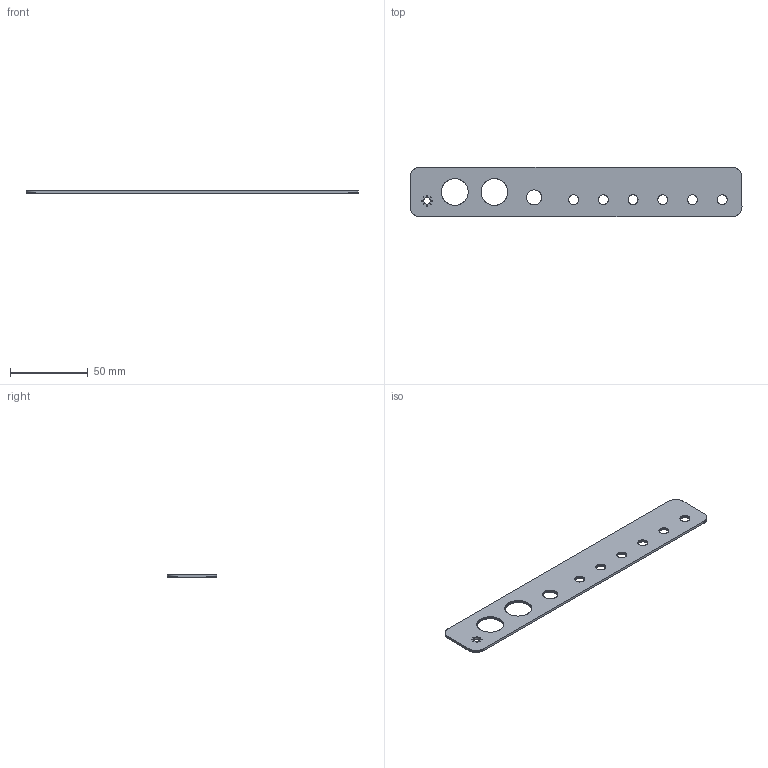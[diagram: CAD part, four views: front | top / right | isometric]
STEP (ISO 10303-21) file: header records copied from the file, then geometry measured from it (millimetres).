
FILE_DESCRIPTION(('KiCad electronic assembly'),'2;1');
FILE_NAME('jack_panel.step','2023-06-18T17:19:59',('Pcbnew'),('Kicad'), 'Open CASCADE STEP processor 7.6','KiCad to STEP converter','Unknown' );
FILE_SCHEMA(('AUTOMOTIVE_DESIGN { 1 0 10303 214 1 1 1 1 }'));
Length unit declared in the file: millimetre
Products named in the file (2): jack_panel 1; jack_panel PCB
Assembly tree (1 placements, depth 2):
  jack_panel 1
    jack_panel PCB
Bounding box: 212.85 x 31.75 x 1.58 mm (x, y, z)
Volume: 9452.3 mm3; surface area: 13172.9 mm2
Topology: 1 solids, 1 shells, 684 faces, 2046 edges, 1364 vertices
Faces by surface type: plane 675, cylinder 9
Full cylindrical faces by diameter (mm): 0.6 x8, 4.3 x1
Entity records: 49319 total; most frequent: CARTESIAN_POINT 8296, DIRECTION 7510, LINE 6102, VECTOR 6102, ORIENTED_EDGE 4092, PCURVE 4092, DEFINITIONAL_REPRESENTATION 4092, EDGE_CURVE 2046
